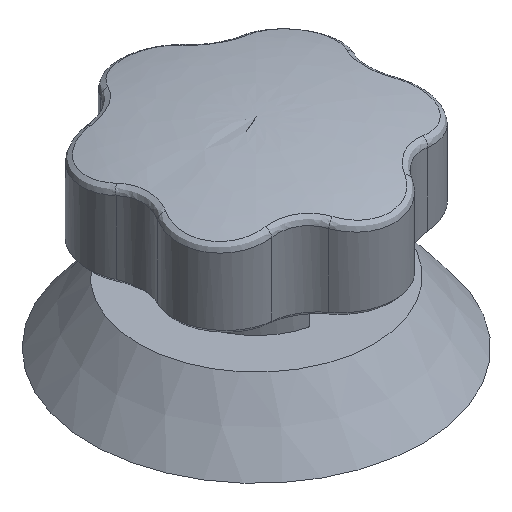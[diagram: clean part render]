
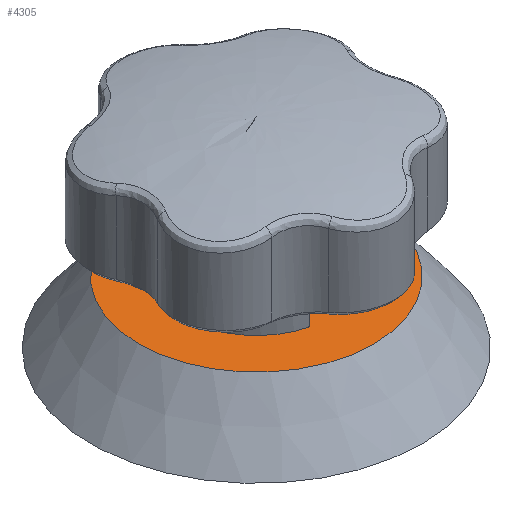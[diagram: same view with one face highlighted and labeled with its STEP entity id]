
A CAD part, isometric view. The second image highlights one B-rep face of the part: STEP entity #4305.
In plain terms, the highlighted planar face has unit normal (0, 0, 1).
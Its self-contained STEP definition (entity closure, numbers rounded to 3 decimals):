
#166=LINE('',#7403,#301);
#170=LINE('',#7417,#305);
#171=LINE('',#7419,#306);
#176=LINE('',#7435,#311);
#301=VECTOR('',#5246,1000.);
#305=VECTOR('',#5256,1000.);
#306=VECTOR('',#5259,1000.);
#311=VECTOR('',#5270,1000.);
#1392=ORIENTED_EDGE('',*,*,#1894,.T.);
#1393=ORIENTED_EDGE('',*,*,#1895,.F.);
#1394=ORIENTED_EDGE('',*,*,#1893,.F.);
#1395=ORIENTED_EDGE('',*,*,#1890,.F.);
#1396=ORIENTED_EDGE('',*,*,#1886,.F.);
#1397=ORIENTED_EDGE('',*,*,#1647,.F.);
#1398=ORIENTED_EDGE('',*,*,#1885,.F.);
#1399=ORIENTED_EDGE('',*,*,#1881,.F.);
#1400=ORIENTED_EDGE('',*,*,#1879,.F.);
#1401=ORIENTED_EDGE('',*,*,#1896,.F.);
#1402=ORIENTED_EDGE('',*,*,#1877,.F.);
#1647=EDGE_CURVE('',#2047,#2048,#2288,.T.);
#1877=EDGE_CURVE('',#2194,#2194,#2347,.T.);
#1879=EDGE_CURVE('',#2195,#2196,#166,.T.);
#1881=EDGE_CURVE('',#2196,#2197,#2348,.T.);
#1885=EDGE_CURVE('',#2197,#2047,#170,.T.);
#1886=EDGE_CURVE('',#2048,#2199,#171,.T.);
#1890=EDGE_CURVE('',#2199,#2201,#2349,.T.);
#1893=EDGE_CURVE('',#2201,#2202,#176,.T.);
#1894=EDGE_CURVE('',#2183,#2183,#2350,.T.);
#1895=EDGE_CURVE('',#2202,#2194,#2351,.T.);
#1896=EDGE_CURVE('',#2194,#2195,#2352,.T.);
#2047=VERTEX_POINT('',#5923);
#2048=VERTEX_POINT('',#5925);
#2183=VERTEX_POINT('',#7350);
#2194=VERTEX_POINT('',#7399);
#2195=VERTEX_POINT('',#7402);
#2196=VERTEX_POINT('',#7404);
#2197=VERTEX_POINT('',#7408);
#2199=VERTEX_POINT('',#7420);
#2201=VERTEX_POINT('',#7430);
#2202=VERTEX_POINT('',#7434);
#2288=CIRCLE('',#4451,8.);
#2347=CIRCLE('',#4584,2.5);
#2348=CIRCLE('',#4587,10.5);
#2349=CIRCLE('',#4591,10.5);
#2350=CIRCLE('',#4594,17.);
#2351=CIRCLE('',#4596,8.);
#2352=CIRCLE('',#4597,8.);
#2556=EDGE_LOOP('',(#1392));
#2557=EDGE_LOOP('',(#1393,#1394,#1395,#1396,#1397,#1398,#1399,#1400,#1401,
#1402));
#2777=FACE_BOUND('',#2556,.T.);
#2778=FACE_BOUND('',#2557,.T.);
#2858=PLANE('',#4595);
#4305=ADVANCED_FACE('',(#2777,#2778),#2858,.T.);
#4451=AXIS2_PLACEMENT_3D('',#5924,#4903,#4904);
#4584=AXIS2_PLACEMENT_3D('',#7398,#5241,#5242);
#4587=AXIS2_PLACEMENT_3D('',#7407,#5250,#5251);
#4591=AXIS2_PLACEMENT_3D('',#7429,#5264,#5265);
#4594=AXIS2_PLACEMENT_3D('',#7437,#5273,#5274);
#4595=AXIS2_PLACEMENT_3D('',#7438,#5275,#5276);
#4596=AXIS2_PLACEMENT_3D('',#7439,#5277,#5278);
#4597=AXIS2_PLACEMENT_3D('',#7440,#5279,#5280);
#4903=DIRECTION('',(0.,0.,1.));
#4904=DIRECTION('',(0.,1.,0.));
#5241=DIRECTION('',(0.,0.,1.));
#5242=DIRECTION('',(0.,-1.,0.));
#5246=DIRECTION('',(0.,1.,0.));
#5250=DIRECTION('',(0.,0.,1.));
#5251=DIRECTION('',(0.,1.,0.));
#5256=DIRECTION('',(0.,1.,0.));
#5259=DIRECTION('',(0.,-1.,0.));
#5264=DIRECTION('',(0.,0.,1.));
#5265=DIRECTION('',(0.,1.,0.));
#5270=DIRECTION('',(0.,-1.,0.));
#5273=DIRECTION('',(0.,0.,1.));
#5274=DIRECTION('',(0.,-1.,0.));
#5275=DIRECTION('',(0.,0.,1.));
#5276=DIRECTION('',(0.,-1.,0.));
#5277=DIRECTION('',(0.,0.,1.));
#5278=DIRECTION('',(0.,1.,0.));
#5279=DIRECTION('',(0.,0.,1.));
#5280=DIRECTION('',(0.,1.,0.));
#5923=CARTESIAN_POINT('',(-2.5,-7.599,9.));
#5924=CARTESIAN_POINT('',(0.,0.,9.));
#5925=CARTESIAN_POINT('',(2.5,-7.599,9.));
#7350=CARTESIAN_POINT('',(17.,0.,9.));
#7398=CARTESIAN_POINT('',(0.,10.5,9.));
#7399=CARTESIAN_POINT('',(0.,8.,9.));
#7402=CARTESIAN_POINT('',(-2.5,7.599,9.));
#7403=CARTESIAN_POINT('',(-2.5,0.,9.));
#7404=CARTESIAN_POINT('',(-2.5,10.198,9.));
#7407=CARTESIAN_POINT('',(0.,0.,9.));
#7408=CARTESIAN_POINT('',(-2.5,-10.198,9.));
#7417=CARTESIAN_POINT('',(-2.5,0.,9.));
#7419=CARTESIAN_POINT('',(2.5,0.,9.));
#7420=CARTESIAN_POINT('',(2.5,-10.198,9.));
#7429=CARTESIAN_POINT('',(0.,0.,9.));
#7430=CARTESIAN_POINT('',(2.5,10.198,9.));
#7434=CARTESIAN_POINT('',(2.5,7.599,9.));
#7435=CARTESIAN_POINT('',(2.5,0.,9.));
#7437=CARTESIAN_POINT('',(0.,0.,9.));
#7438=CARTESIAN_POINT('',(5.3,0.,9.));
#7439=CARTESIAN_POINT('',(0.,0.,9.));
#7440=CARTESIAN_POINT('',(0.,0.,9.));
